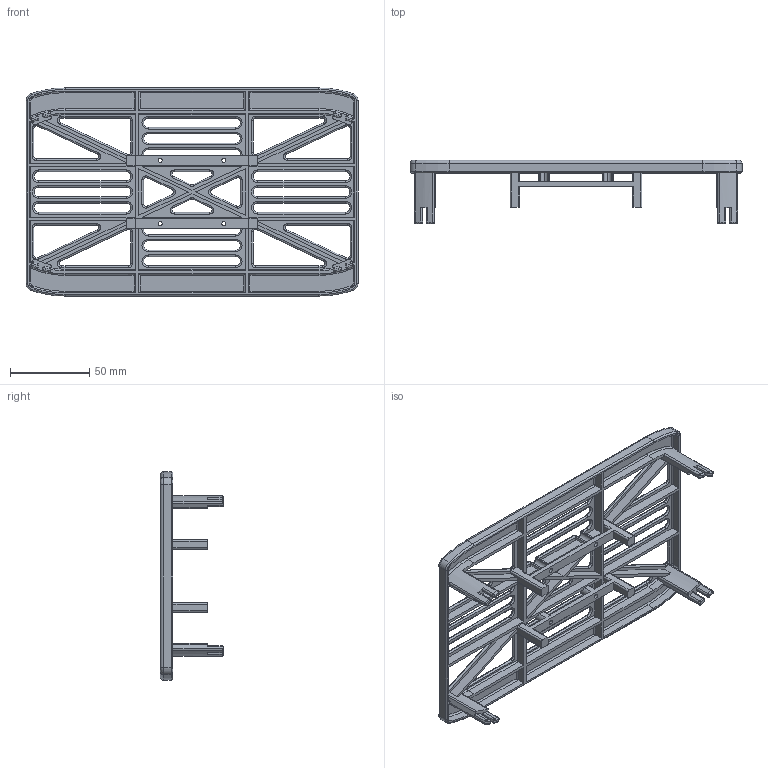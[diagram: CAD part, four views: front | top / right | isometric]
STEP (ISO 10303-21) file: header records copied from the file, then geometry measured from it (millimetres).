
FILE_DESCRIPTION (( 'STEP AP214' ), '1' );
FILE_NAME ('BatteryHolderOP2.STEP', '2018-05-15T13:34:49', ( '' ), ( '' ), 'SwSTEP 2.0', 'SolidWorks 2016', '' );
FILE_SCHEMA (( 'AUTOMOTIVE_DESIGN' ));
Length unit declared in the file: millimetre
Products named in the file (2): BatteryHolderOP2
Bounding box: 209.2 x 40 x 131.2 mm (x, y, z)
Volume: 73583 mm3; surface area: 72642.5 mm2
Topology: 1 solids, 1 shells, 811 faces, 2112 edges, 1275 vertices
Faces by surface type: cylinder 356, torus 226, plane 170, sphere 51, bspline 8
Entity records: 25109 total; most frequent: DIRECTION 4736, CARTESIAN_POINT 4623, ORIENTED_EDGE 4144, EDGE_CURVE 2072, AXIS2_PLACEMENT_3D 1930, VERTEX_POINT 1259, CIRCLE 1125, LINE 876
